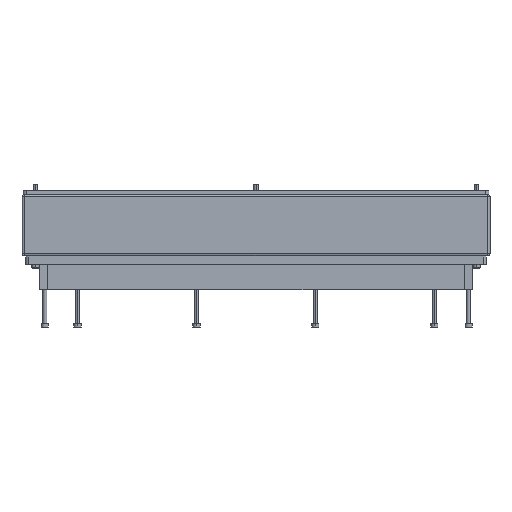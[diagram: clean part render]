
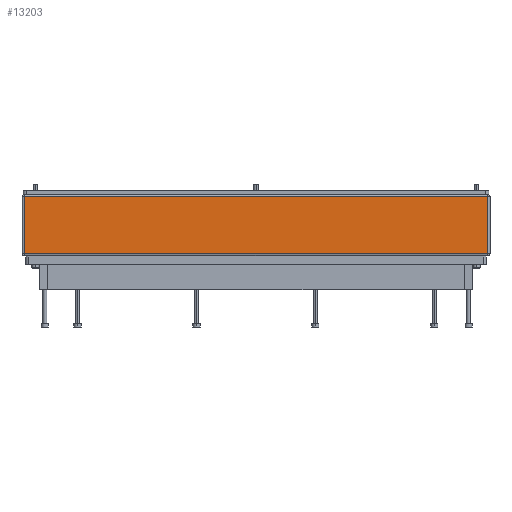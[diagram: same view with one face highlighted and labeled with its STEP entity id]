
A CAD part, front view. The second image highlights one B-rep face of the part: STEP entity #13203.
In plain terms, the highlighted planar face has unit normal (0, -1, 0).
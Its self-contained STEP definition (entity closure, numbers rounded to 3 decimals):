
#8 = CARTESIAN_POINT ( 'NONE',  ( 226.9, 0., 55.9 ) ) ;
#736 = DIRECTION ( 'NONE',  ( 0., 1., 0. ) ) ;
#1398 = EDGE_CURVE ( 'NONE', #10175, #13697, #13768, .T. ) ;
#2443 = CARTESIAN_POINT ( 'NONE',  ( -226.9, 0., 56. ) ) ;
#3544 = LINE ( 'NONE', #2443, #7618 ) ;
#3619 = CARTESIAN_POINT ( 'NONE',  ( 226.9, 0., 56. ) ) ;
#3847 = EDGE_CURVE ( 'NONE', #10824, #17642, #14668, .T. ) ;
#4979 = LINE ( 'NONE', #3619, #7954 ) ;
#6272 = DIRECTION ( 'NONE',  ( -1., 0., 0. ) ) ;
#6465 = ORIENTED_EDGE ( 'NONE', *, *, #1398, .T. ) ;
#6684 = EDGE_CURVE ( 'NONE', #13697, #10824, #3544, .T. ) ;
#6723 = VECTOR ( 'NONE', #7858, 1000. ) ;
#7037 = DIRECTION ( 'NONE',  ( -1., 0., 0. ) ) ;
#7153 = ORIENTED_EDGE ( 'NONE', *, *, #3847, .T. ) ;
#7500 = CARTESIAN_POINT ( 'NONE',  ( -226.9, 0., 0.1 ) ) ;
#7618 = VECTOR ( 'NONE', #16143, 1000. ) ;
#7858 = DIRECTION ( 'NONE',  ( 1., 0., 0. ) ) ;
#7954 = VECTOR ( 'NONE', #11717, 1000. ) ;
#9691 = CARTESIAN_POINT ( 'NONE',  ( 226.9, 0., 55.9 ) ) ;
#10175 = VERTEX_POINT ( 'NONE', #8 ) ;
#10783 = CARTESIAN_POINT ( 'NONE',  ( -226.9, 0., 55.9 ) ) ;
#10824 = VERTEX_POINT ( 'NONE', #16592 ) ;
#11115 = EDGE_CURVE ( 'NONE', #10175, #17642, #4979, .T. ) ;
#11717 = DIRECTION ( 'NONE',  ( 0., 0., -1. ) ) ;
#12181 = AXIS2_PLACEMENT_3D ( 'NONE', #13171, #736, #6272 ) ;
#13171 = CARTESIAN_POINT ( 'NONE',  ( -229., 0., 56. ) ) ;
#13203 = ADVANCED_FACE ( 'NONE', ( #17249 ), #14532, .F. ) ;
#13697 = VERTEX_POINT ( 'NONE', #10783 ) ;
#13768 = LINE ( 'NONE', #9691, #15414 ) ;
#14532 = PLANE ( 'NONE',  #12181 ) ;
#14668 = LINE ( 'NONE', #7500, #6723 ) ;
#15414 = VECTOR ( 'NONE', #7037, 1000. ) ;
#15893 = EDGE_LOOP ( 'NONE', ( #7153, #16249, #6465, #16985 ) ) ;
#16143 = DIRECTION ( 'NONE',  ( 0., 0., -1. ) ) ;
#16249 = ORIENTED_EDGE ( 'NONE', *, *, #11115, .F. ) ;
#16592 = CARTESIAN_POINT ( 'NONE',  ( -226.9, 0., 0.1 ) ) ;
#16985 = ORIENTED_EDGE ( 'NONE', *, *, #6684, .T. ) ;
#17249 = FACE_OUTER_BOUND ( 'NONE', #15893, .T. ) ;
#17251 = CARTESIAN_POINT ( 'NONE',  ( 226.9, 0., 0.1 ) ) ;
#17642 = VERTEX_POINT ( 'NONE', #17251 ) ;
